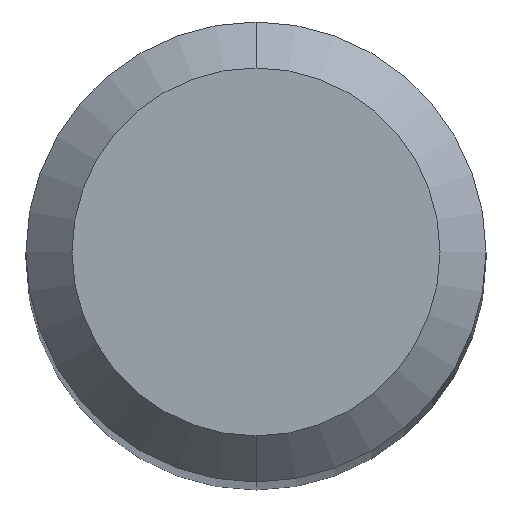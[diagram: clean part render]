
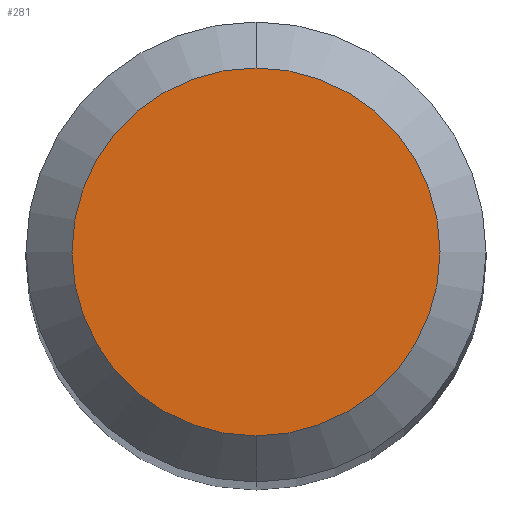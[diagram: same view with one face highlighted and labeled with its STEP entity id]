
A CAD part, top view. The second image highlights one B-rep face of the part: STEP entity #281.
In plain terms, the highlighted planar face has unit normal (0, 0, 1).
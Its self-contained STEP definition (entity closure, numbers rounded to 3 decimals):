
#181=EDGE_CURVE('',#457,#373,#488,.T.);
#281=ADVANCED_FACE('',(#596),#597,.T.);
#373=VERTEX_POINT('',#699);
#457=VERTEX_POINT('',#794);
#459=EDGE_CURVE('',#373,#457,#796,.T.);
#488=CIRCLE('',#819,1.2);
#596=FACE_OUTER_BOUND('',#1032,.T.);
#597=PLANE('',#1033);
#699=CARTESIAN_POINT('',(0.,-1.2,0.0));
#794=CARTESIAN_POINT('',(0.0,1.2,0.0));
#796=CIRCLE('',#1439,1.2);
#819=AXIS2_PLACEMENT_3D('',#1448,#1449,#1450);
#1032=EDGE_LOOP('',(#1564,#1565));
#1033=AXIS2_PLACEMENT_3D('',#1566,#1567,#1568);
#1439=AXIS2_PLACEMENT_3D('',#1802,#1803,#1804);
#1448=CARTESIAN_POINT('',(0.0,0.0,0.0));
#1449=DIRECTION('',(0.0,0.0,-1.0));
#1450=DIRECTION('',(0.0,1.0,0.0));
#1564=ORIENTED_EDGE('',*,*,#181,.F.);
#1565=ORIENTED_EDGE('',*,*,#459,.F.);
#1566=CARTESIAN_POINT('',(0.0,0.6,0.0));
#1567=DIRECTION('',(-0.0,0.0,1.0));
#1568=DIRECTION('',(0.0,-1.0,0.0));
#1802=CARTESIAN_POINT('',(0.0,0.0,0.0));
#1803=DIRECTION('',(0.0,0.0,-1.0));
#1804=DIRECTION('',(0.0,1.0,0.0));
